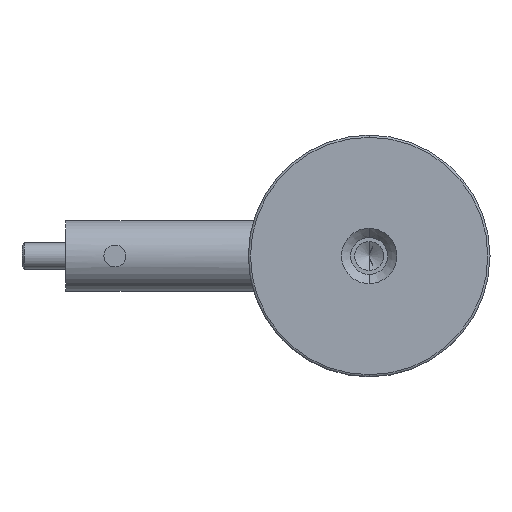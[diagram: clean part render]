
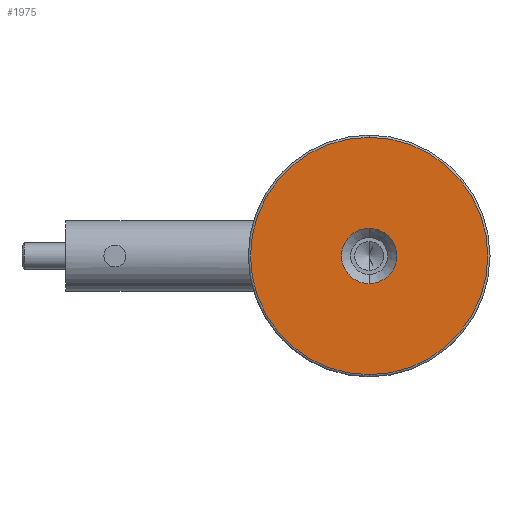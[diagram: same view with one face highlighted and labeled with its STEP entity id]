
A CAD part, left-side view. The second image highlights one B-rep face of the part: STEP entity #1975.
In plain terms, the highlighted planar face has unit normal (-1, 0, 0).
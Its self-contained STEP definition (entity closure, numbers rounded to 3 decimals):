
#81 = FACE_OUTER_BOUND ( 'NONE', #1733, .T. ) ;
#139 = EDGE_CURVE ( 'NONE', #941, #1356, #851, .T. ) ;
#223 = AXIS2_PLACEMENT_3D ( 'NONE', #423, #748, #1661 ) ;
#234 = FACE_BOUND ( 'NONE', #861, .T. ) ;
#292 = PLANE ( 'NONE',  #1212 ) ;
#311 = VERTEX_POINT ( 'NONE', #1584 ) ;
#352 = EDGE_CURVE ( 'NONE', #1356, #941, #1485, .T. ) ;
#377 = CARTESIAN_POINT ( 'NONE',  ( -25.5, 0., 0. ) ) ;
#423 = CARTESIAN_POINT ( 'NONE',  ( -25.5, 0., 0. ) ) ;
#426 = CARTESIAN_POINT ( 'NONE',  ( -25.5, 0., -6.3 ) ) ;
#548 = DIRECTION ( 'NONE',  ( 1., 0., 0. ) ) ;
#621 = CARTESIAN_POINT ( 'NONE',  ( -25.5, 0., 0. ) ) ;
#692 = ORIENTED_EDGE ( 'NONE', *, *, #139, .F. ) ;
#748 = DIRECTION ( 'NONE',  ( -1., 0., 0. ) ) ;
#766 = DIRECTION ( 'NONE',  ( 0., 0., 1. ) ) ;
#832 = CARTESIAN_POINT ( 'NONE',  ( -25.5, 0., 6.3 ) ) ;
#851 = CIRCLE ( 'NONE', #1420, 6.3 ) ;
#861 = EDGE_LOOP ( 'NONE', ( #1843, #692 ) ) ;
#896 = ORIENTED_EDGE ( 'NONE', *, *, #943, .T. ) ;
#941 = VERTEX_POINT ( 'NONE', #426 ) ;
#943 = EDGE_CURVE ( 'NONE', #956, #311, #1135, .T. ) ;
#956 = VERTEX_POINT ( 'NONE', #1317 ) ;
#1005 = DIRECTION ( 'NONE',  ( -1., 0., 0. ) ) ;
#1052 = DIRECTION ( 'NONE',  ( -1., 0., 0. ) ) ;
#1056 = EDGE_CURVE ( 'NONE', #311, #956, #1196, .T. ) ;
#1123 = CARTESIAN_POINT ( 'NONE',  ( -25.5, 0., 0. ) ) ;
#1135 = CIRCLE ( 'NONE', #1414, 27. ) ;
#1196 = CIRCLE ( 'NONE', #223, 27. ) ;
#1212 = AXIS2_PLACEMENT_3D ( 'NONE', #1309, #548, #1925 ) ;
#1309 = CARTESIAN_POINT ( 'NONE',  ( -25.5, 0., 0. ) ) ;
#1317 = CARTESIAN_POINT ( 'NONE',  ( -25.5, 0., -27. ) ) ;
#1356 = VERTEX_POINT ( 'NONE', #832 ) ;
#1414 = AXIS2_PLACEMENT_3D ( 'NONE', #621, #1052, #1839 ) ;
#1420 = AXIS2_PLACEMENT_3D ( 'NONE', #1123, #1535, #766 ) ;
#1485 = CIRCLE ( 'NONE', #1903, 6.3 ) ;
#1535 = DIRECTION ( 'NONE',  ( -1., 0., 0. ) ) ;
#1584 = CARTESIAN_POINT ( 'NONE',  ( -25.5, 0., 27. ) ) ;
#1606 = DIRECTION ( 'NONE',  ( 0., 0., 1. ) ) ;
#1661 = DIRECTION ( 'NONE',  ( 0., 0., 1. ) ) ;
#1668 = ORIENTED_EDGE ( 'NONE', *, *, #1056, .T. ) ;
#1733 = EDGE_LOOP ( 'NONE', ( #1668, #896 ) ) ;
#1839 = DIRECTION ( 'NONE',  ( 0., 0., 1. ) ) ;
#1843 = ORIENTED_EDGE ( 'NONE', *, *, #352, .F. ) ;
#1903 = AXIS2_PLACEMENT_3D ( 'NONE', #377, #1005, #1606 ) ;
#1925 = DIRECTION ( 'NONE',  ( 0., 0., -1. ) ) ;
#1975 = ADVANCED_FACE ( 'NONE', ( #234, #81 ), #292, .F. ) ;
